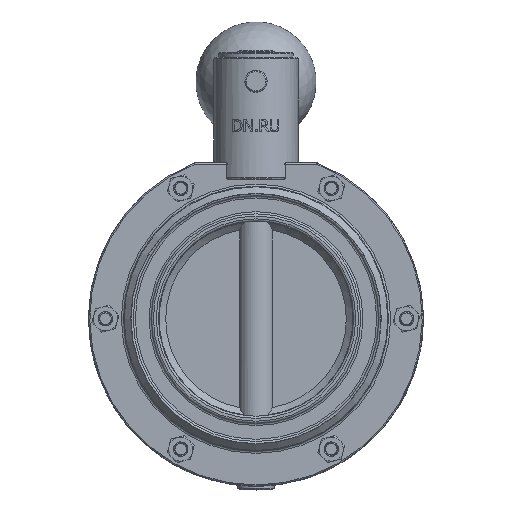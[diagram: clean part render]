
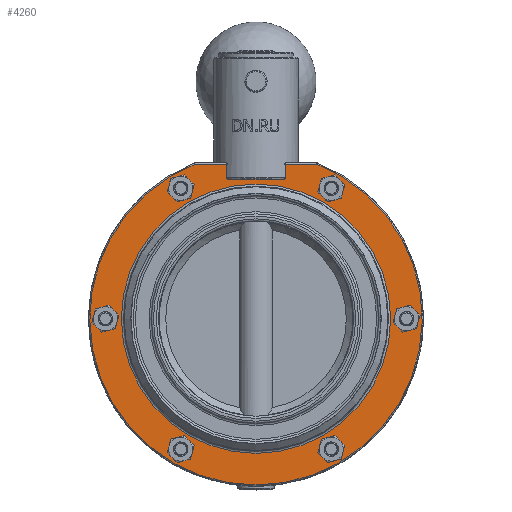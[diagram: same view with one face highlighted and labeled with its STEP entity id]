
A CAD part, top view. The second image highlights one B-rep face of the part: STEP entity #4260.
In plain terms, the highlighted planar face has unit normal (0, 0, 1).
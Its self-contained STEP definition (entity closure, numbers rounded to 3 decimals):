
#171=FACE_BOUND('',#1148,.T.);
#172=FACE_BOUND('',#1149,.T.);
#173=FACE_BOUND('',#1150,.T.);
#174=FACE_BOUND('',#1151,.T.);
#175=FACE_BOUND('',#1152,.T.);
#176=FACE_BOUND('',#1153,.T.);
#177=FACE_BOUND('',#1154,.T.);
#241=PLANE('',#4740);
#394=LINE('',#7611,#609);
#609=VECTOR('',#5461,10.);
#878=FACE_OUTER_BOUND('',#1147,.T.);
#1147=EDGE_LOOP('',(#3118,#3119));
#1148=EDGE_LOOP('',(#3120));
#1149=EDGE_LOOP('',(#3121));
#1150=EDGE_LOOP('',(#3122));
#1151=EDGE_LOOP('',(#3123));
#1152=EDGE_LOOP('',(#3124));
#1153=EDGE_LOOP('',(#3125));
#1154=EDGE_LOOP('',(#3126));
#1459=CIRCLE('',#4732,69.);
#1465=CIRCLE('',#4741,3.);
#1466=CIRCLE('',#4742,3.);
#1467=CIRCLE('',#4743,3.);
#1468=CIRCLE('',#4744,3.);
#1469=CIRCLE('',#4745,3.);
#1470=CIRCLE('',#4746,3.);
#1471=CIRCLE('',#4747,55.9);
#1906=VERTEX_POINT('',#7580);
#1911=VERTEX_POINT('',#7594);
#1917=VERTEX_POINT('',#7627);
#1918=VERTEX_POINT('',#7629);
#1919=VERTEX_POINT('',#7631);
#1920=VERTEX_POINT('',#7633);
#1921=VERTEX_POINT('',#7635);
#1922=VERTEX_POINT('',#7637);
#1923=VERTEX_POINT('',#7639);
#2366=EDGE_CURVE('',#1906,#1911,#1459,.T.);
#2368=EDGE_CURVE('',#1911,#1906,#394,.T.);
#2377=EDGE_CURVE('',#1917,#1917,#1465,.T.);
#2378=EDGE_CURVE('',#1918,#1918,#1466,.T.);
#2379=EDGE_CURVE('',#1919,#1919,#1467,.T.);
#2380=EDGE_CURVE('',#1920,#1920,#1468,.T.);
#2381=EDGE_CURVE('',#1921,#1921,#1469,.T.);
#2382=EDGE_CURVE('',#1922,#1922,#1470,.T.);
#2383=EDGE_CURVE('',#1923,#1923,#1471,.T.);
#3118=ORIENTED_EDGE('',*,*,#2366,.F.);
#3119=ORIENTED_EDGE('',*,*,#2368,.F.);
#3120=ORIENTED_EDGE('',*,*,#2377,.T.);
#3121=ORIENTED_EDGE('',*,*,#2378,.T.);
#3122=ORIENTED_EDGE('',*,*,#2379,.T.);
#3123=ORIENTED_EDGE('',*,*,#2380,.T.);
#3124=ORIENTED_EDGE('',*,*,#2381,.T.);
#3125=ORIENTED_EDGE('',*,*,#2382,.T.);
#3126=ORIENTED_EDGE('',*,*,#2383,.F.);
#4260=ADVANCED_FACE('',(#878,#171,#172,#173,#174,#175,#176,#177),#241,.T.);
#4732=AXIS2_PLACEMENT_3D('',#7595,#5457,#5458);
#4740=AXIS2_PLACEMENT_3D('',#7626,#5477,#5478);
#4741=AXIS2_PLACEMENT_3D('',#7628,#5479,#5480);
#4742=AXIS2_PLACEMENT_3D('',#7630,#5481,#5482);
#4743=AXIS2_PLACEMENT_3D('',#7632,#5483,#5484);
#4744=AXIS2_PLACEMENT_3D('',#7634,#5485,#5486);
#4745=AXIS2_PLACEMENT_3D('',#7636,#5487,#5488);
#4746=AXIS2_PLACEMENT_3D('',#7638,#5489,#5490);
#4747=AXIS2_PLACEMENT_3D('',#7640,#5491,#5492);
#5457=DIRECTION('center_axis',(0.,0.,-1.));
#5458=DIRECTION('ref_axis',(0.,-1.,0.));
#5461=DIRECTION('',(1.,0.,0.));
#5477=DIRECTION('center_axis',(0.,0.,1.));
#5478=DIRECTION('ref_axis',(1.,0.,0.));
#5479=DIRECTION('center_axis',(0.,0.,-1.));
#5480=DIRECTION('ref_axis',(-1.,0.,0.));
#5481=DIRECTION('center_axis',(0.,0.,-1.));
#5482=DIRECTION('ref_axis',(-1.,0.,0.));
#5483=DIRECTION('center_axis',(0.,0.,-1.));
#5484=DIRECTION('ref_axis',(-1.,0.,0.));
#5485=DIRECTION('center_axis',(0.,0.,-1.));
#5486=DIRECTION('ref_axis',(-1.,0.,0.));
#5487=DIRECTION('center_axis',(0.,0.,-1.));
#5488=DIRECTION('ref_axis',(-1.,0.,0.));
#5489=DIRECTION('center_axis',(0.,0.,-1.));
#5490=DIRECTION('ref_axis',(-1.,0.,0.));
#5491=DIRECTION('center_axis',(0.,0.,1.));
#5492=DIRECTION('ref_axis',(-1.,0.,0.));
#7580=CARTESIAN_POINT('',(25.286,64.2,12.1));
#7594=CARTESIAN_POINT('',(-25.286,64.2,12.1));
#7595=CARTESIAN_POINT('Origin',(0.,0.,12.1));
#7611=CARTESIAN_POINT('',(0.,64.2,12.1));
#7626=CARTESIAN_POINT('Origin',(0.,0.,12.1));
#7627=CARTESIAN_POINT('',(34.25,-54.127,12.1));
#7628=CARTESIAN_POINT('Origin',(31.25,-54.127,12.1));
#7629=CARTESIAN_POINT('',(-28.25,-54.127,12.1));
#7630=CARTESIAN_POINT('Origin',(-31.25,-54.127,12.1));
#7631=CARTESIAN_POINT('',(-59.5,0.,12.1));
#7632=CARTESIAN_POINT('Origin',(-62.5,0.,12.1));
#7633=CARTESIAN_POINT('',(-28.25,54.127,12.1));
#7634=CARTESIAN_POINT('Origin',(-31.25,54.127,12.1));
#7635=CARTESIAN_POINT('',(34.25,54.127,12.1));
#7636=CARTESIAN_POINT('Origin',(31.25,54.127,12.1));
#7637=CARTESIAN_POINT('',(65.5,0.,12.1));
#7638=CARTESIAN_POINT('Origin',(62.5,0.,12.1));
#7639=CARTESIAN_POINT('',(55.9,0.,12.1));
#7640=CARTESIAN_POINT('Origin',(0.,0.,12.1));
